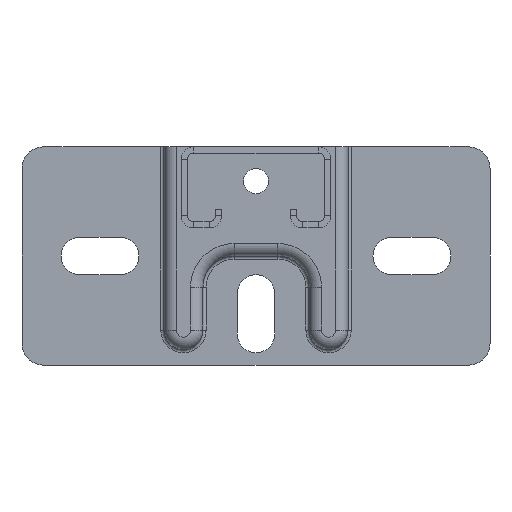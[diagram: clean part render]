
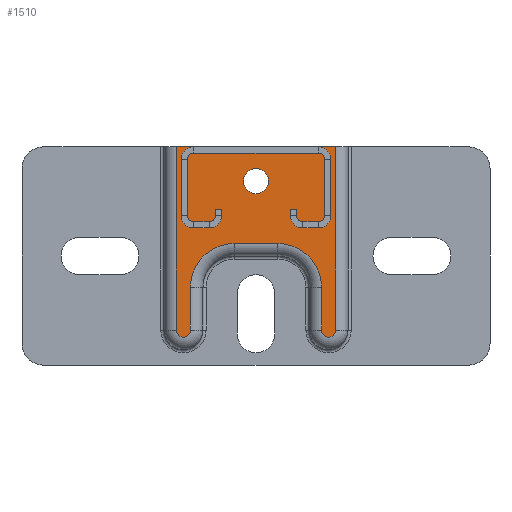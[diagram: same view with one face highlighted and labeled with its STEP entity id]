
A CAD part, front view. The second image highlights one B-rep face of the part: STEP entity #1510.
In plain terms, the highlighted planar face has unit normal (0, -1, 0).
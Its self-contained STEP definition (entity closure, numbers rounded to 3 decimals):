
#8 = CARTESIAN_POINT ( 'NONE',  ( -7., -9., 25. ) ) ;
#72 = DIRECTION ( 'NONE',  ( 0., -1., 0. ) ) ;
#89 = EDGE_LOOP ( 'NONE', ( #1956, #486 ) ) ;
#121 = DIRECTION ( 'NONE',  ( -1., 0., 0. ) ) ;
#248 = VECTOR ( 'NONE', #292, 1000. ) ;
#292 = DIRECTION ( 'NONE',  ( -1., 0., 0. ) ) ;
#395 = ORIENTED_EDGE ( 'NONE', *, *, #4095, .T. ) ;
#425 = CARTESIAN_POINT ( 'NONE',  ( 21., -9., 25. ) ) ;
#462 = DIRECTION ( 'NONE',  ( 0., 0., -1. ) ) ;
#486 = ORIENTED_EDGE ( 'NONE', *, *, #1778, .F. ) ;
#498 = DIRECTION ( 'NONE',  ( 1., 0., 0. ) ) ;
#582 = DIRECTION ( 'NONE',  ( 1., 0., 0. ) ) ;
#651 = CARTESIAN_POINT ( 'NONE',  ( 0., -9., 59. ) ) ;
#790 = VERTEX_POINT ( 'NONE', #3434 ) ;
#891 = EDGE_CURVE ( 'NONE', #6563, #4258, #4468, .T. ) ;
#957 = ORIENTED_EDGE ( 'NONE', *, *, #5636, .T. ) ;
#997 = AXIS2_PLACEMENT_3D ( 'NONE', #6790, #3720, #498 ) ;
#1076 = VECTOR ( 'NONE', #462, 1000. ) ;
#1171 = ORIENTED_EDGE ( 'NONE', *, *, #891, .T. ) ;
#1187 = CARTESIAN_POINT ( 'NONE',  ( -29.5, -9., 70. ) ) ;
#1206 = CARTESIAN_POINT ( 'NONE',  ( 7., -9., 39. ) ) ;
#1263 = DIRECTION ( 'NONE',  ( 0., 0., 1. ) ) ;
#1404 = AXIS2_PLACEMENT_3D ( 'NONE', #4194, #3714, #2749 ) ;
#1409 = VECTOR ( 'NONE', #1727, 1000. ) ;
#1510 = ADVANCED_FACE ( 'NONE', ( #5249, #2908 ), #4675, .F. ) ;
#1573 = AXIS2_PLACEMENT_3D ( 'NONE', #2906, #6452, #3412 ) ;
#1723 = DIRECTION ( 'NONE',  ( 0., 1., 0. ) ) ;
#1727 = DIRECTION ( 'NONE',  ( 0., 0., -1. ) ) ;
#1778 = EDGE_CURVE ( 'NONE', #790, #6779, #2362, .T. ) ;
#1783 = CIRCLE ( 'NONE', #4284, 14. ) ;
#1807 = EDGE_CURVE ( 'NONE', #2461, #4304, #2186, .T. ) ;
#1814 = VECTOR ( 'NONE', #3004, 1000. ) ;
#1885 = CARTESIAN_POINT ( 'NONE',  ( 21., -9., 11.25 ) ) ;
#1938 = CARTESIAN_POINT ( 'NONE',  ( -21., -9., 11.25 ) ) ;
#1945 = EDGE_CURVE ( 'NONE', #4304, #5234, #6819, .T. ) ;
#1956 = ORIENTED_EDGE ( 'NONE', *, *, #3110, .F. ) ;
#1980 = CARTESIAN_POINT ( 'NONE',  ( -23.25, -9., 39. ) ) ;
#2140 = CIRCLE ( 'NONE', #997, 2.25 ) ;
#2160 = CARTESIAN_POINT ( 'NONE',  ( 7., -9., 25. ) ) ;
#2186 = LINE ( 'NONE', #1980, #1814 ) ;
#2362 = CIRCLE ( 'NONE', #5898, 4. ) ;
#2461 = VERTEX_POINT ( 'NONE', #4560 ) ;
#2612 = DIRECTION ( 'NONE',  ( 0., -1., 0. ) ) ;
#2680 = DIRECTION ( 'NONE',  ( 1., 0., 0. ) ) ;
#2749 = DIRECTION ( 'NONE',  ( 1., 0., 0. ) ) ;
#2892 = ORIENTED_EDGE ( 'NONE', *, *, #6110, .T. ) ;
#2906 = CARTESIAN_POINT ( 'NONE',  ( 0., -9., 59. ) ) ;
#2908 = FACE_OUTER_BOUND ( 'NONE', #6315, .T. ) ;
#3004 = DIRECTION ( 'NONE',  ( 1., 0., 0. ) ) ;
#3082 = VERTEX_POINT ( 'NONE', #5325 ) ;
#3110 = EDGE_CURVE ( 'NONE', #6779, #790, #6712, .T. ) ;
#3267 = CIRCLE ( 'NONE', #3816, 2.25 ) ;
#3334 = CARTESIAN_POINT ( 'NONE',  ( -25.5, -9., 70. ) ) ;
#3412 = DIRECTION ( 'NONE',  ( -1., 0., 0. ) ) ;
#3434 = CARTESIAN_POINT ( 'NONE',  ( 4., -9., 59. ) ) ;
#3714 = DIRECTION ( 'NONE',  ( 0., 1., 0. ) ) ;
#3720 = DIRECTION ( 'NONE',  ( 0., -1., 0. ) ) ;
#3800 = DIRECTION ( 'NONE',  ( 0., 1., 0. ) ) ;
#3816 = AXIS2_PLACEMENT_3D ( 'NONE', #5592, #2612, #6112 ) ;
#3888 = CARTESIAN_POINT ( 'NONE',  ( 25.5, -9., 11.25 ) ) ;
#3891 = LINE ( 'NONE', #6176, #1076 ) ;
#4066 = AXIS2_PLACEMENT_3D ( 'NONE', #2160, #1723, #2680 ) ;
#4095 = EDGE_CURVE ( 'NONE', #6271, #4579, #2140, .T. ) ;
#4194 = CARTESIAN_POINT ( 'NONE',  ( -23.25, -9., 11.25 ) ) ;
#4237 = VERTEX_POINT ( 'NONE', #4291 ) ;
#4253 = ORIENTED_EDGE ( 'NONE', *, *, #6566, .T. ) ;
#4258 = VERTEX_POINT ( 'NONE', #3334 ) ;
#4284 = AXIS2_PLACEMENT_3D ( 'NONE', #8, #3800, #582 ) ;
#4291 = CARTESIAN_POINT ( 'NONE',  ( -21., -9., 25. ) ) ;
#4304 = VERTEX_POINT ( 'NONE', #1206 ) ;
#4308 = LINE ( 'NONE', #5293, #1409 ) ;
#4347 = ORIENTED_EDGE ( 'NONE', *, *, #6192, .T. ) ;
#4468 = LINE ( 'NONE', #1187, #248 ) ;
#4560 = CARTESIAN_POINT ( 'NONE',  ( -7., -9., 39. ) ) ;
#4579 = VERTEX_POINT ( 'NONE', #6046 ) ;
#4675 = PLANE ( 'NONE',  #1404 ) ;
#4739 = EDGE_CURVE ( 'NONE', #4258, #3082, #3891, .T. ) ;
#4831 = CARTESIAN_POINT ( 'NONE',  ( -4., -9., 59. ) ) ;
#5131 = ORIENTED_EDGE ( 'NONE', *, *, #1945, .T. ) ;
#5207 = ORIENTED_EDGE ( 'NONE', *, *, #6758, .T. ) ;
#5234 = VERTEX_POINT ( 'NONE', #425 ) ;
#5249 = FACE_BOUND ( 'NONE', #89, .T. ) ;
#5293 = CARTESIAN_POINT ( 'NONE',  ( 21., -9., 11.25 ) ) ;
#5325 = CARTESIAN_POINT ( 'NONE',  ( -25.5, -9., 11.25 ) ) ;
#5540 = LINE ( 'NONE', #5883, #6258 ) ;
#5546 = LINE ( 'NONE', #3888, #6794 ) ;
#5592 = CARTESIAN_POINT ( 'NONE',  ( -23.25, -9., 11.25 ) ) ;
#5636 = EDGE_CURVE ( 'NONE', #4579, #6563, #5546, .T. ) ;
#5728 = ORIENTED_EDGE ( 'NONE', *, *, #4739, .T. ) ;
#5883 = CARTESIAN_POINT ( 'NONE',  ( -21., -9., 11.25 ) ) ;
#5898 = AXIS2_PLACEMENT_3D ( 'NONE', #651, #72, #121 ) ;
#6046 = CARTESIAN_POINT ( 'NONE',  ( 25.5, -9., 11.25 ) ) ;
#6090 = CARTESIAN_POINT ( 'NONE',  ( 25.5, -9., 70. ) ) ;
#6110 = EDGE_CURVE ( 'NONE', #4237, #2461, #1783, .T. ) ;
#6112 = DIRECTION ( 'NONE',  ( 1., 0., 0. ) ) ;
#6176 = CARTESIAN_POINT ( 'NONE',  ( -25.5, -9., 11.25 ) ) ;
#6192 = EDGE_CURVE ( 'NONE', #6456, #4237, #5540, .T. ) ;
#6258 = VECTOR ( 'NONE', #6421, 1000. ) ;
#6271 = VERTEX_POINT ( 'NONE', #1885 ) ;
#6315 = EDGE_LOOP ( 'NONE', ( #395, #957, #1171, #5728, #4253, #4347, #2892, #6497, #5131, #5207 ) ) ;
#6421 = DIRECTION ( 'NONE',  ( 0., 0., 1. ) ) ;
#6452 = DIRECTION ( 'NONE',  ( 0., -1., 0. ) ) ;
#6456 = VERTEX_POINT ( 'NONE', #1938 ) ;
#6497 = ORIENTED_EDGE ( 'NONE', *, *, #1807, .T. ) ;
#6563 = VERTEX_POINT ( 'NONE', #6090 ) ;
#6566 = EDGE_CURVE ( 'NONE', #3082, #6456, #3267, .T. ) ;
#6712 = CIRCLE ( 'NONE', #1573, 4. ) ;
#6758 = EDGE_CURVE ( 'NONE', #5234, #6271, #4308, .T. ) ;
#6779 = VERTEX_POINT ( 'NONE', #4831 ) ;
#6790 = CARTESIAN_POINT ( 'NONE',  ( 23.25, -9., 11.25 ) ) ;
#6794 = VECTOR ( 'NONE', #1263, 1000. ) ;
#6819 = CIRCLE ( 'NONE', #4066, 14. ) ;
